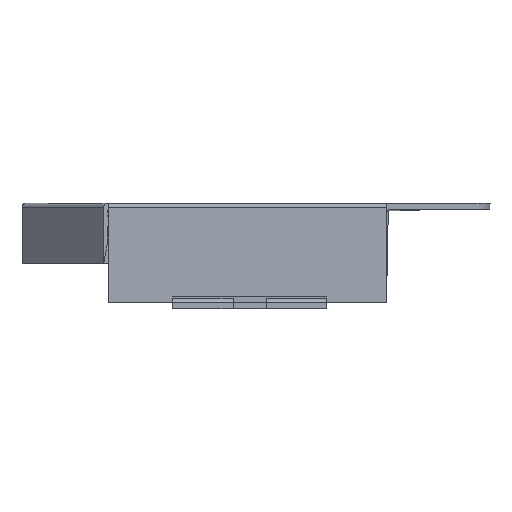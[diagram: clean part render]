
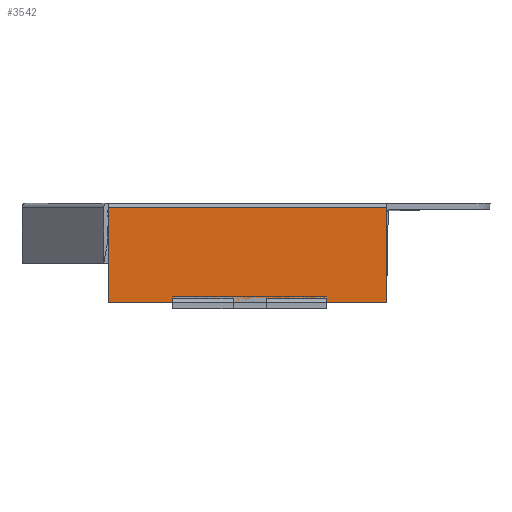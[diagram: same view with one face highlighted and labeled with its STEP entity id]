
A CAD part, left-side view. The second image highlights one B-rep face of the part: STEP entity #3542.
In plain terms, the highlighted planar face has unit normal (-1, 0, 0).
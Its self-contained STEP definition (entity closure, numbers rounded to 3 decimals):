
#48 = CARTESIAN_POINT ( 'NONE',  ( -10.55, -4.52, 3.35 ) ) ;
#267 = CARTESIAN_POINT ( 'NONE',  ( -10.55, 4.68, 3.35 ) ) ;
#381 = ORIENTED_EDGE ( 'NONE', *, *, #3520, .F. ) ;
#422 = DIRECTION ( 'NONE',  ( 0., 0., 1. ) ) ;
#457 = LINE ( 'NONE', #1038, #2476 ) ;
#529 = EDGE_CURVE ( 'NONE', #3425, #2701, #457, .T. ) ;
#591 = DIRECTION ( 'NONE',  ( 0., -1., 0. ) ) ;
#816 = VECTOR ( 'NONE', #591, 1000. ) ;
#1038 = CARTESIAN_POINT ( 'NONE',  ( -10.55, 4.68, 3.5 ) ) ;
#1053 = LINE ( 'NONE', #2461, #2487 ) ;
#1102 = CARTESIAN_POINT ( 'NONE',  ( -10.55, -4.52, 3.5 ) ) ;
#1157 = CARTESIAN_POINT ( 'NONE',  ( -10.55, 4.68, 0.2 ) ) ;
#1486 = EDGE_CURVE ( 'NONE', #2701, #2161, #1686, .T. ) ;
#1503 = VECTOR ( 'NONE', #3333, 1000. ) ;
#1686 = LINE ( 'NONE', #48, #816 ) ;
#1734 = DIRECTION ( 'NONE',  ( 1., 0., 0. ) ) ;
#1767 = ORIENTED_EDGE ( 'NONE', *, *, #1486, .F. ) ;
#1820 = ORIENTED_EDGE ( 'NONE', *, *, #3036, .F. ) ;
#1909 = AXIS2_PLACEMENT_3D ( 'NONE', #2578, #1734, #3133 ) ;
#2003 = FACE_OUTER_BOUND ( 'NONE', #2046, .T. ) ;
#2046 = EDGE_LOOP ( 'NONE', ( #2062, #1820, #381, #1767 ) ) ;
#2062 = ORIENTED_EDGE ( 'NONE', *, *, #529, .F. ) ;
#2129 = DIRECTION ( 'NONE',  ( 0., 1., 0. ) ) ;
#2161 = VERTEX_POINT ( 'NONE', #2486 ) ;
#2298 = PLANE ( 'NONE',  #1909 ) ;
#2461 = CARTESIAN_POINT ( 'NONE',  ( -10.55, -4.52, 0.2 ) ) ;
#2476 = VECTOR ( 'NONE', #422, 1000. ) ;
#2486 = CARTESIAN_POINT ( 'NONE',  ( -10.55, -4.52, 3.35 ) ) ;
#2487 = VECTOR ( 'NONE', #2129, 1000. ) ;
#2578 = CARTESIAN_POINT ( 'NONE',  ( -10.55, -4.52, 3.5 ) ) ;
#2701 = VERTEX_POINT ( 'NONE', #267 ) ;
#2829 = VERTEX_POINT ( 'NONE', #3106 ) ;
#3036 = EDGE_CURVE ( 'NONE', #2829, #3425, #1053, .T. ) ;
#3106 = CARTESIAN_POINT ( 'NONE',  ( -10.55, -4.52, 0.2 ) ) ;
#3133 = DIRECTION ( 'NONE',  ( 0., 0., -1. ) ) ;
#3333 = DIRECTION ( 'NONE',  ( 0., 0., -1. ) ) ;
#3425 = VERTEX_POINT ( 'NONE', #1157 ) ;
#3520 = EDGE_CURVE ( 'NONE', #2161, #2829, #3608, .T. ) ;
#3542 = ADVANCED_FACE ( 'NONE', ( #2003 ), #2298, .F. ) ;
#3608 = LINE ( 'NONE', #1102, #1503 ) ;
